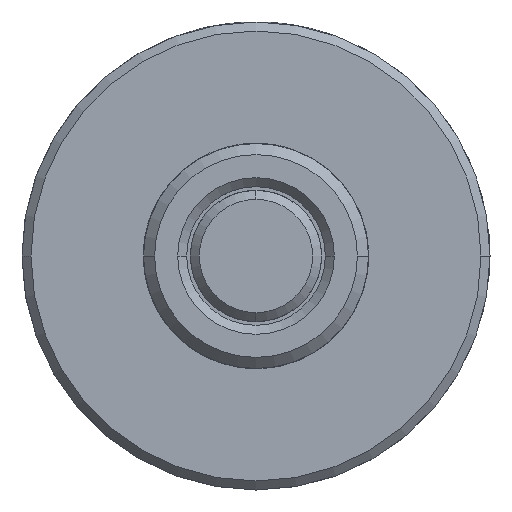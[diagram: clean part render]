
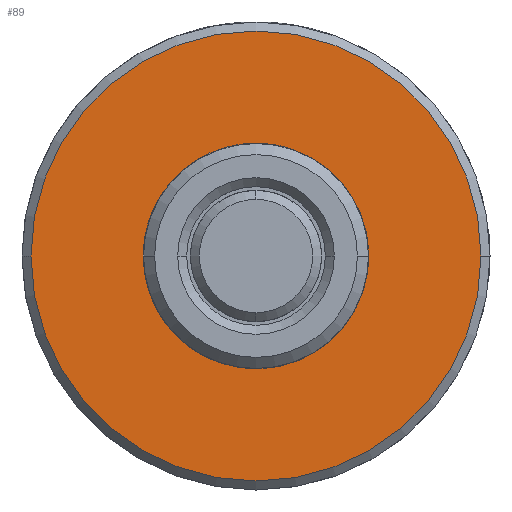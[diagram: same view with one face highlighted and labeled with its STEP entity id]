
A CAD part, left-side view. The second image highlights one B-rep face of the part: STEP entity #89.
In plain terms, the highlighted planar face has unit normal (-1, 0, 0).
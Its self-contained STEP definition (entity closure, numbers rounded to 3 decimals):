
#89 = ADVANCED_FACE ( 'NONE', ( #4639, #2115 ), #4311, .F. ) ;
#135 = DIRECTION ( 'NONE',  ( 0., 0., -1. ) ) ;
#150 = AXIS2_PLACEMENT_3D ( 'NONE', #1725, #4288, #135 ) ;
#231 = DIRECTION ( 'NONE',  ( 1., 0., 0. ) ) ;
#333 = CIRCLE ( 'NONE', #4156, 9.493 ) ;
#413 = CIRCLE ( 'NONE', #150, 19.05 ) ;
#423 = VERTEX_POINT ( 'NONE', #2975 ) ;
#562 = CARTESIAN_POINT ( 'NONE',  ( 16.764, 0., -19.05 ) ) ;
#674 = CARTESIAN_POINT ( 'NONE',  ( 16.764, 0., -9.493 ) ) ;
#902 = ORIENTED_EDGE ( 'NONE', *, *, #3317, .F. ) ;
#1032 = EDGE_CURVE ( 'NONE', #423, #4338, #1520, .T. ) ;
#1094 = ORIENTED_EDGE ( 'NONE', *, *, #4699, .F. ) ;
#1125 = CARTESIAN_POINT ( 'NONE',  ( 16.764, 0., 0. ) ) ;
#1520 = CIRCLE ( 'NONE', #4616, 9.493 ) ;
#1700 = CARTESIAN_POINT ( 'NONE',  ( 16.764, 0., 0. ) ) ;
#1725 = CARTESIAN_POINT ( 'NONE',  ( 16.764, 0., 0. ) ) ;
#1787 = DIRECTION ( 'NONE',  ( 1., 0., 0. ) ) ;
#1891 = ORIENTED_EDGE ( 'NONE', *, *, #1032, .T. ) ;
#1902 = DIRECTION ( 'NONE',  ( 0., 0., -1. ) ) ;
#2084 = DIRECTION ( 'NONE',  ( 1., 0., 0. ) ) ;
#2115 = FACE_BOUND ( 'NONE', #3035, .T. ) ;
#2176 = ORIENTED_EDGE ( 'NONE', *, *, #4895, .T. ) ;
#2252 = EDGE_LOOP ( 'NONE', ( #902, #1094 ) ) ;
#2269 = DIRECTION ( 'NONE',  ( 0., 0., -1. ) ) ;
#2751 = CARTESIAN_POINT ( 'NONE',  ( 16.764, 0., 0. ) ) ;
#2975 = CARTESIAN_POINT ( 'NONE',  ( 16.764, 0., 9.493 ) ) ;
#3035 = EDGE_LOOP ( 'NONE', ( #2176, #1891 ) ) ;
#3149 = VERTEX_POINT ( 'NONE', #3408 ) ;
#3317 = EDGE_CURVE ( 'NONE', #3149, #4183, #3535, .T. ) ;
#3340 = DIRECTION ( 'NONE',  ( 0., 0., -1. ) ) ;
#3400 = DIRECTION ( 'NONE',  ( 0., 0., -1. ) ) ;
#3408 = CARTESIAN_POINT ( 'NONE',  ( 16.764, 0., 19.05 ) ) ;
#3535 = CIRCLE ( 'NONE', #3803, 19.05 ) ;
#3744 = AXIS2_PLACEMENT_3D ( 'NONE', #1700, #1787, #3400 ) ;
#3803 = AXIS2_PLACEMENT_3D ( 'NONE', #1125, #5347, #1902 ) ;
#4156 = AXIS2_PLACEMENT_3D ( 'NONE', #5498, #2084, #3340 ) ;
#4183 = VERTEX_POINT ( 'NONE', #562 ) ;
#4288 = DIRECTION ( 'NONE',  ( 1., 0., 0. ) ) ;
#4311 = PLANE ( 'NONE',  #3744 ) ;
#4338 = VERTEX_POINT ( 'NONE', #674 ) ;
#4616 = AXIS2_PLACEMENT_3D ( 'NONE', #2751, #231, #2269 ) ;
#4639 = FACE_OUTER_BOUND ( 'NONE', #2252, .T. ) ;
#4699 = EDGE_CURVE ( 'NONE', #4183, #3149, #413, .T. ) ;
#4895 = EDGE_CURVE ( 'NONE', #4338, #423, #333, .T. ) ;
#5347 = DIRECTION ( 'NONE',  ( 1., 0., 0. ) ) ;
#5498 = CARTESIAN_POINT ( 'NONE',  ( 16.764, 0., 0. ) ) ;
